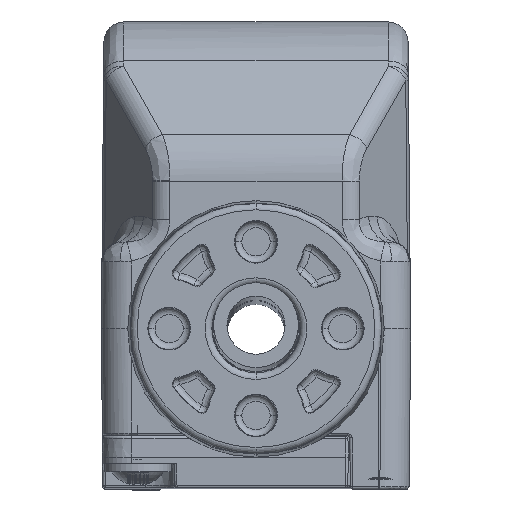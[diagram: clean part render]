
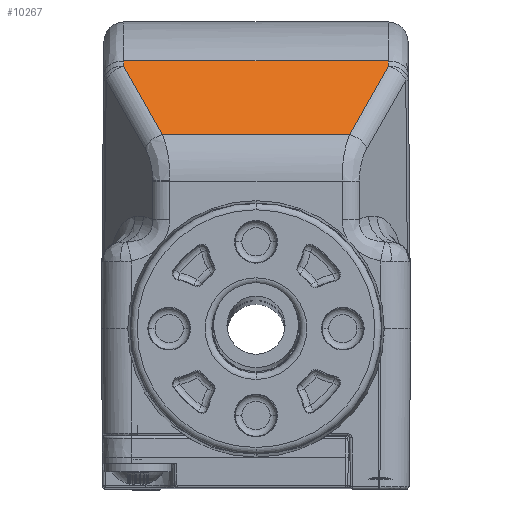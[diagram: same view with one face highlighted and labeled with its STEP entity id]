
A CAD part, top view. The second image highlights one B-rep face of the part: STEP entity #10267.
In plain terms, the highlighted planar face has unit normal (0, 0.707, 0.707).
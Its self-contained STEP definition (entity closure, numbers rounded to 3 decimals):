
#1027 = ORIENTED_EDGE ( 'NONE', *, *, #40120, .T. ) ;
#1239 = LINE ( 'NONE', #18052, #18020 ) ;
#2904 = VERTEX_POINT ( 'NONE', #16631 ) ;
#3048 = VERTEX_POINT ( 'NONE', #9465 ) ;
#3078 = ORIENTED_EDGE ( 'NONE', *, *, #22489, .T. ) ;
#4120 = VERTEX_POINT ( 'NONE', #38042 ) ;
#4418 = LINE ( 'NONE', #10670, #5408 ) ;
#5104 = DIRECTION ( 'NONE',  ( 0., -0.707, -0.707 ) ) ;
#5408 = VECTOR ( 'NONE', #35880, 1000. ) ;
#5935 = VERTEX_POINT ( 'NONE', #14386 ) ;
#6778 = LINE ( 'NONE', #15878, #30874 ) ;
#8232 = FACE_OUTER_BOUND ( 'NONE', #35944, .T. ) ;
#9465 = CARTESIAN_POINT ( 'NONE',  ( -9.909, 20.071, 10.429 ) ) ;
#10267 = ADVANCED_FACE ( 'NONE', ( #8232 ), #26967, .F. ) ;
#10670 = CARTESIAN_POINT ( 'NONE',  ( -9.2, 20.071, 10.429 ) ) ;
#10897 = EDGE_CURVE ( 'NONE', #3048, #2904, #1239, .T. ) ;
#14386 = CARTESIAN_POINT ( 'NONE',  ( 9.912, 19.685, 10.815 ) ) ;
#15013 = LINE ( 'NONE', #38756, #31761 ) ;
#15208 = ORIENTED_EDGE ( 'NONE', *, *, #33623, .T. ) ;
#15878 = CARTESIAN_POINT ( 'NONE',  ( -9.2, 14.561, 15.939 ) ) ;
#16534 = VECTOR ( 'NONE', #19670, 1000. ) ;
#16631 = CARTESIAN_POINT ( 'NONE',  ( -9.912, 19.685, 10.815 ) ) ;
#16942 = ORIENTED_EDGE ( 'NONE', *, *, #24461, .T. ) ;
#18020 = VECTOR ( 'NONE', #39945, 1000. ) ;
#18052 = CARTESIAN_POINT ( 'NONE',  ( -9.883, 23.003, 7.497 ) ) ;
#19670 = DIRECTION ( 'NONE',  ( 0.372, -0.656, 0.656 ) ) ;
#19921 = DIRECTION ( 'NONE',  ( 0.372, 0.656, -0.656 ) ) ;
#22489 = EDGE_CURVE ( 'NONE', #4120, #5935, #15013, .T. ) ;
#23433 = CARTESIAN_POINT ( 'NONE',  ( 9.883, 23.083, 7.417 ) ) ;
#23937 = CARTESIAN_POINT ( 'NONE',  ( -9.2, 23., 7.5 ) ) ;
#24461 = EDGE_CURVE ( 'NONE', #31391, #4120, #6778, .T. ) ;
#24966 = LINE ( 'NONE', #38507, #16534 ) ;
#26967 = PLANE ( 'NONE',  #38548 ) ;
#27100 = DIRECTION ( 'NONE',  ( 1., 0., 0. ) ) ;
#28982 = ORIENTED_EDGE ( 'NONE', *, *, #10897, .T. ) ;
#29178 = LINE ( 'NONE', #23433, #36575 ) ;
#30009 = DIRECTION ( 'NONE',  ( -0.006, 0.707, -0.707 ) ) ;
#30874 = VECTOR ( 'NONE', #37906, 1000. ) ;
#31391 = VERTEX_POINT ( 'NONE', #35352 ) ;
#31761 = VECTOR ( 'NONE', #19921, 1000. ) ;
#33623 = EDGE_CURVE ( 'NONE', #2904, #31391, #24966, .T. ) ;
#34955 = EDGE_CURVE ( 'NONE', #5935, #40115, #29178, .T. ) ;
#35352 = CARTESIAN_POINT ( 'NONE',  ( -7.006, 14.561, 15.939 ) ) ;
#35749 = CARTESIAN_POINT ( 'NONE',  ( 9.909, 20.071, 10.429 ) ) ;
#35880 = DIRECTION ( 'NONE',  ( -1., 0., 0. ) ) ;
#35944 = EDGE_LOOP ( 'NONE', ( #3078, #40208, #1027, #28982, #15208, #16942 ) ) ;
#36575 = VECTOR ( 'NONE', #30009, 1000. ) ;
#37906 = DIRECTION ( 'NONE',  ( 1., 0., 0. ) ) ;
#38042 = CARTESIAN_POINT ( 'NONE',  ( 7.006, 14.561, 15.939 ) ) ;
#38507 = CARTESIAN_POINT ( 'NONE',  ( -11.434, 22.366, 8.134 ) ) ;
#38548 = AXIS2_PLACEMENT_3D ( 'NONE', #23937, #5104, #27100 ) ;
#38756 = CARTESIAN_POINT ( 'NONE',  ( 8.883, 17.871, 12.629 ) ) ;
#39945 = DIRECTION ( 'NONE',  ( -0.006, -0.707, 0.707 ) ) ;
#40115 = VERTEX_POINT ( 'NONE', #35749 ) ;
#40120 = EDGE_CURVE ( 'NONE', #40115, #3048, #4418, .T. ) ;
#40208 = ORIENTED_EDGE ( 'NONE', *, *, #34955, .T. ) ;
